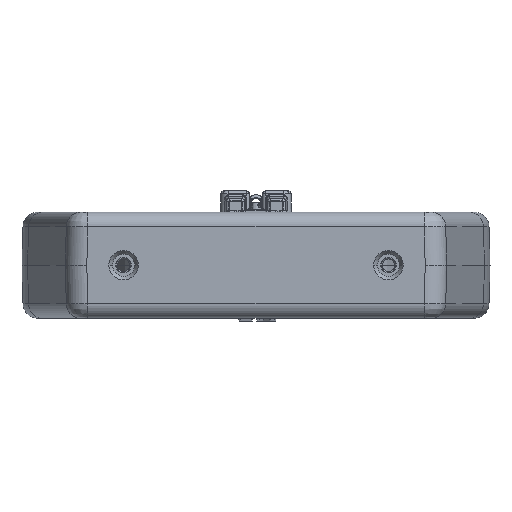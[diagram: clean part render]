
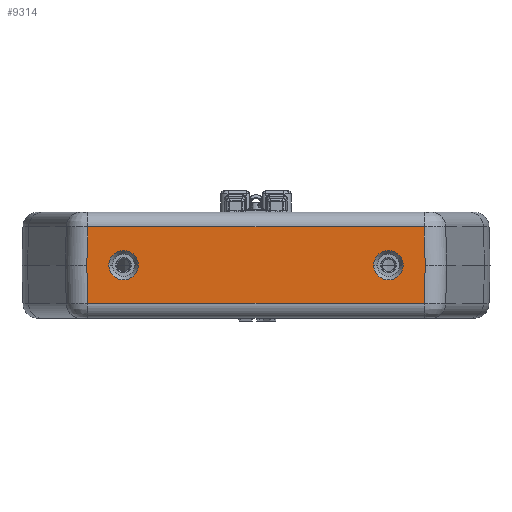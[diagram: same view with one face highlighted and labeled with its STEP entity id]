
A CAD part, front view. The second image highlights one B-rep face of the part: STEP entity #9314.
In plain terms, the highlighted planar face has unit normal (0, -1, 0).
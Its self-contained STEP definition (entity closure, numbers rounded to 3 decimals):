
#197 = LINE ( 'NONE', #1407, #198 ) ;
#198 = VECTOR ( 'NONE', #1409, 1000. ) ;
#573 = FACE_BOUND ( 'NONE', #6831, .T. ) ;
#579 = FACE_BOUND ( 'NONE', #6827, .T. ) ;
#580 = FACE_OUTER_BOUND ( 'NONE', #6828, .T. ) ;
#1407 = CARTESIAN_POINT ( 'NONE',  ( 113.832, -161., 42.461 ) ) ;
#1409 = DIRECTION ( 'NONE',  ( -0.027, 0., 1. ) ) ;
#2065 = AXIS2_PLACEMENT_3D ( 'NONE', #2891, #2893, #2894 ) ;
#2210 = AXIS2_PLACEMENT_3D ( 'NONE', #5011, #5036, #5037 ) ;
#2211 = AXIS2_PLACEMENT_3D ( 'NONE', #5031, #5041, #5042 ) ;
#2891 = CARTESIAN_POINT ( 'NONE',  ( -127., -161., 36. ) ) ;
#2892 = PLANE ( 'NONE',  #2065 ) ;
#2893 = DIRECTION ( 'NONE',  ( 0., 1., 0. ) ) ;
#2894 = DIRECTION ( 'NONE',  ( -1., 0., 0. ) ) ;
#3849 = VECTOR ( 'NONE', #4683, 1000. ) ;
#3854 = LINE ( 'NONE', #4674, #3849 ) ;
#4059 = LINE ( 'NONE', #5008, #4066 ) ;
#4066 = VECTOR ( 'NONE', #5015, 1000. ) ;
#4067 = LINE ( 'NONE', #5016, #4068 ) ;
#4068 = VECTOR ( 'NONE', #5017, 1000. ) ;
#4075 = LINE ( 'NONE', #5034, #4076 ) ;
#4076 = VECTOR ( 'NONE', #5035, 1000. ) ;
#4077 = LINE ( 'NONE', #5038, #4078 ) ;
#4078 = VECTOR ( 'NONE', #5039, 1000. ) ;
#4081 = CIRCLE ( 'NONE', #2210, 10. ) ;
#4084 = CIRCLE ( 'NONE', #2211, 10. ) ;
#4674 = CARTESIAN_POINT ( 'NONE',  ( -114.006, -161., 26. ) ) ;
#4683 = DIRECTION ( 'NONE',  ( -1., 0., 0. ) ) ;
#5008 = CARTESIAN_POINT ( 'NONE',  ( -114.014, -161., -35.678 ) ) ;
#5011 = CARTESIAN_POINT ( 'NONE',  ( -90., -161., 0. ) ) ;
#5015 = DIRECTION ( 'NONE',  ( 0.027, 0., -1. ) ) ;
#5016 = CARTESIAN_POINT ( 'NONE',  ( -114.015, -161., 35.652 ) ) ;
#5017 = DIRECTION ( 'NONE',  ( -0.027, 0., -1. ) ) ;
#5031 = CARTESIAN_POINT ( 'NONE',  ( 90., -161., 0. ) ) ;
#5034 = CARTESIAN_POINT ( 'NONE',  ( 114.006, -161., -26. ) ) ;
#5035 = DIRECTION ( 'NONE',  ( 1., 0., 0. ) ) ;
#5036 = DIRECTION ( 'NONE',  ( 0., -1., 0. ) ) ;
#5037 = DIRECTION ( 'NONE',  ( 1., 0., 0. ) ) ;
#5038 = CARTESIAN_POINT ( 'NONE',  ( 114.98, -161., 0.322 ) ) ;
#5039 = DIRECTION ( 'NONE',  ( 0.027, 0., 1. ) ) ;
#5041 = DIRECTION ( 'NONE',  ( 0., -1., 0. ) ) ;
#5042 = DIRECTION ( 'NONE',  ( 1., 0., 0. ) ) ;
#5479 = VERTEX_POINT ( 'NONE', #7801 ) ;
#5488 = VERTEX_POINT ( 'NONE', #7810 ) ;
#5498 = VERTEX_POINT ( 'NONE', #7820 ) ;
#5503 = VERTEX_POINT ( 'NONE', #7825 ) ;
#5511 = VERTEX_POINT ( 'NONE', #7833 ) ;
#5512 = VERTEX_POINT ( 'NONE', #7834 ) ;
#5514 = VERTEX_POINT ( 'NONE', #7836 ) ;
#6827 = EDGE_LOOP ( 'NONE', ( #9523, #9524 ) ) ;
#6828 = EDGE_LOOP ( 'NONE', ( #9525, #9526, #9527, #9528, #9529, #9530 ) ) ;
#6831 = EDGE_LOOP ( 'NONE', ( #9521, #9522 ) ) ;
#7293 = VERTEX_POINT ( 'NONE', #7853 ) ;
#7294 = VERTEX_POINT ( 'NONE', #7854 ) ;
#7405 = VERTEX_POINT ( 'NONE', #7965 ) ;
#7801 = CARTESIAN_POINT ( 'NONE',  ( 80., -161., 0. ) ) ;
#7810 = CARTESIAN_POINT ( 'NONE',  ( 100., -161., 0. ) ) ;
#7820 = CARTESIAN_POINT ( 'NONE',  ( -80., -161., 0. ) ) ;
#7825 = CARTESIAN_POINT ( 'NONE',  ( -100., -161., 0. ) ) ;
#7833 = CARTESIAN_POINT ( 'NONE',  ( -114.972, -161., 0. ) ) ;
#7834 = CARTESIAN_POINT ( 'NONE',  ( -114.274, -161., -26. ) ) ;
#7836 = CARTESIAN_POINT ( 'NONE',  ( 114.274, -161., -26. ) ) ;
#7853 = CARTESIAN_POINT ( 'NONE',  ( -114.274, -161., 26. ) ) ;
#7854 = CARTESIAN_POINT ( 'NONE',  ( 114.274, -161., 26. ) ) ;
#7965 = CARTESIAN_POINT ( 'NONE',  ( 114.972, -161., 0. ) ) ;
#8323 = CARTESIAN_POINT ( 'NONE',  ( -90., -161., 0. ) ) ;
#8325 = CARTESIAN_POINT ( 'NONE',  ( 90., -161., 0. ) ) ;
#8327 = DIRECTION ( 'NONE',  ( 0., -1., 0. ) ) ;
#8328 = DIRECTION ( 'NONE',  ( 1., 0., 0. ) ) ;
#8329 = DIRECTION ( 'NONE',  ( 0., -1., 0. ) ) ;
#8330 = DIRECTION ( 'NONE',  ( 1., 0., 0. ) ) ;
#8791 = EDGE_CURVE ( 'NONE', #5479, #5488, #10617, .T. ) ;
#8792 = EDGE_CURVE ( 'NONE', #5503, #5498, #10619, .T. ) ;
#9087 = EDGE_CURVE ( 'NONE', #7405, #7294, #197, .T. ) ;
#9314 = ADVANCED_FACE ( 'NONE', ( #573, #579, #580 ), #2892, .F. ) ;
#9521 = ORIENTED_EDGE ( 'NONE', *, *, #10908, .F. ) ;
#9522 = ORIENTED_EDGE ( 'NONE', *, *, #8791, .F. ) ;
#9523 = ORIENTED_EDGE ( 'NONE', *, *, #10906, .F. ) ;
#9524 = ORIENTED_EDGE ( 'NONE', *, *, #8792, .F. ) ;
#9525 = ORIENTED_EDGE ( 'NONE', *, *, #10897, .T. ) ;
#9526 = ORIENTED_EDGE ( 'NONE', *, *, #10905, .T. ) ;
#9527 = ORIENTED_EDGE ( 'NONE', *, *, #10907, .T. ) ;
#9528 = ORIENTED_EDGE ( 'NONE', *, *, #9087, .T. ) ;
#9529 = ORIENTED_EDGE ( 'NONE', *, *, #10762, .T. ) ;
#9530 = ORIENTED_EDGE ( 'NONE', *, *, #10898, .T. ) ;
#10617 = CIRCLE ( 'NONE', #11233, 10. ) ;
#10619 = CIRCLE ( 'NONE', #11232, 10. ) ;
#10762 = EDGE_CURVE ( 'NONE', #7294, #7293, #3854, .T. ) ;
#10897 = EDGE_CURVE ( 'NONE', #5511, #5512, #4059, .T. ) ;
#10898 = EDGE_CURVE ( 'NONE', #7293, #5511, #4067, .T. ) ;
#10905 = EDGE_CURVE ( 'NONE', #5512, #5514, #4075, .T. ) ;
#10906 = EDGE_CURVE ( 'NONE', #5498, #5503, #4081, .T. ) ;
#10907 = EDGE_CURVE ( 'NONE', #5514, #7405, #4077, .T. ) ;
#10908 = EDGE_CURVE ( 'NONE', #5488, #5479, #4084, .T. ) ;
#11232 = AXIS2_PLACEMENT_3D ( 'NONE', #8323, #8329, #8330 ) ;
#11233 = AXIS2_PLACEMENT_3D ( 'NONE', #8325, #8327, #8328 ) ;
